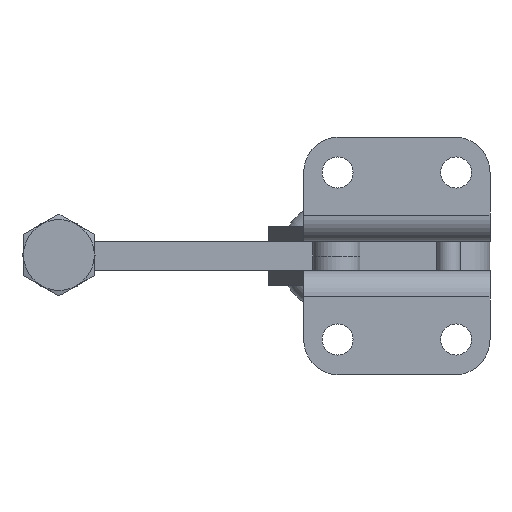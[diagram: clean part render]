
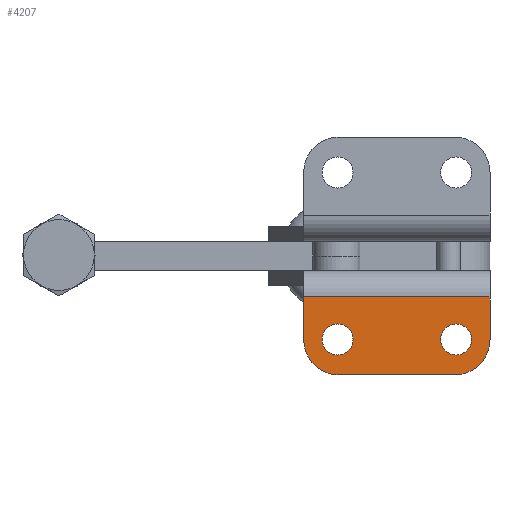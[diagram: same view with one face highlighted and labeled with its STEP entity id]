
A CAD part, front view. The second image highlights one B-rep face of the part: STEP entity #4207.
In plain terms, the highlighted planar face has unit normal (0, -1, 0).
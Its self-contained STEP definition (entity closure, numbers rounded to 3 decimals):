
#224=PLANE('',#4598);
#414=CIRCLE('',#4590,4.165);
#416=CIRCLE('',#4593,4.165);
#420=CIRCLE('',#4599,9.5);
#421=CIRCLE('',#4600,9.5);
#722=VERTEX_POINT('',#6674);
#724=VERTEX_POINT('',#6679);
#726=VERTEX_POINT('',#6684);
#728=VERTEX_POINT('',#6687);
#730=VERTEX_POINT('',#6693);
#731=VERTEX_POINT('',#6695);
#732=VERTEX_POINT('',#6697);
#733=VERTEX_POINT('',#6699);
#1078=VECTOR('',#5353,1.);
#1080=VECTOR('',#5358,1.);
#1081=VECTOR('',#5361,1.);
#1082=VECTOR('',#5364,1.);
#1316=LINE('',#6686,#1078);
#1318=LINE('',#6692,#1080);
#1319=LINE('',#6696,#1081);
#1320=LINE('',#6700,#1082);
#1657=EDGE_CURVE('',#722,#722,#414,.T.);
#1659=EDGE_CURVE('',#724,#724,#416,.T.);
#1662=EDGE_CURVE('',#728,#726,#1316,.T.);
#1665=EDGE_CURVE('',#726,#730,#1318,.T.);
#1666=EDGE_CURVE('',#730,#731,#420,.T.);
#1667=EDGE_CURVE('',#732,#731,#1319,.T.);
#1668=EDGE_CURVE('',#732,#733,#421,.T.);
#1669=EDGE_CURVE('',#728,#733,#1320,.T.);
#2417=ORIENTED_EDGE('',*,*,#1657,.F.);
#2418=ORIENTED_EDGE('',*,*,#1659,.F.);
#2419=ORIENTED_EDGE('',*,*,#1662,.T.);
#2420=ORIENTED_EDGE('',*,*,#1665,.T.);
#2421=ORIENTED_EDGE('',*,*,#1666,.T.);
#2422=ORIENTED_EDGE('',*,*,#1667,.F.);
#2423=ORIENTED_EDGE('',*,*,#1668,.T.);
#2424=ORIENTED_EDGE('',*,*,#1669,.F.);
#3330=EDGE_LOOP('',(#2417));
#3331=EDGE_LOOP('',(#2418));
#3332=EDGE_LOOP('',(#2419,#2420,#2421,#2422,#2423,#2424));
#3800=FACE_BOUND('',#3330,.T.);
#3801=FACE_BOUND('',#3331,.T.);
#3802=FACE_BOUND('',#3332,.T.);
#4207=ADVANCED_FACE('',(#3800,#3801,#3802),#224,.T.);
#4590=AXIS2_PLACEMENT_3D('',#6673,#5339,#5340);
#4593=AXIS2_PLACEMENT_3D('',#6678,#5345,#5346);
#4598=AXIS2_PLACEMENT_3D('',#6691,#5357,$);
#4599=AXIS2_PLACEMENT_3D('',#6694,#5359,#5360);
#4600=AXIS2_PLACEMENT_3D('',#6698,#5362,#5363);
#5339=DIRECTION('',(0.,-1.,0.));
#5340=DIRECTION('',(0.,0.,4.165));
#5345=DIRECTION('',(0.,-1.,0.));
#5346=DIRECTION('',(0.,0.,4.165));
#5353=DIRECTION('',(-1.,0.,0.));
#5357=DIRECTION('',(0.,-1.,0.));
#5358=DIRECTION('',(0.,0.,-1.));
#5359=DIRECTION('',(0.,-1.,0.));
#5360=DIRECTION('',(-6.718,0.,-6.718));
#5361=DIRECTION('',(-1.,0.,0.));
#5362=DIRECTION('',(0.,-1.,0.));
#5363=DIRECTION('',(6.718,0.,-6.718));
#5364=DIRECTION('',(0.,0.,-1.));
#6673=CARTESIAN_POINT('',(223.001,205.289,-40.38));
#6674=CARTESIAN_POINT('',(223.001,205.289,-44.545));
#6678=CARTESIAN_POINT('',(254.82,205.289,-40.38));
#6679=CARTESIAN_POINT('',(254.82,205.289,-44.545));
#6684=CARTESIAN_POINT('',(213.901,205.289,-28.96));
#6686=CARTESIAN_POINT('',(250.703,205.289,-28.96));
#6687=CARTESIAN_POINT('',(263.92,205.289,-28.96));
#6691=CARTESIAN_POINT('',(263.92,205.289,-21.96));
#6692=CARTESIAN_POINT('',(213.901,205.289,-21.96));
#6693=CARTESIAN_POINT('',(213.901,205.289,-40.38));
#6694=CARTESIAN_POINT('',(223.401,205.289,-40.38));
#6695=CARTESIAN_POINT('',(223.401,205.289,-49.88));
#6696=CARTESIAN_POINT('',(238.91,205.289,-49.88));
#6697=CARTESIAN_POINT('',(254.42,205.289,-49.88));
#6698=CARTESIAN_POINT('',(254.42,205.289,-40.38));
#6699=CARTESIAN_POINT('',(263.92,205.289,-40.38));
#6700=CARTESIAN_POINT('',(263.92,205.289,-21.96));
